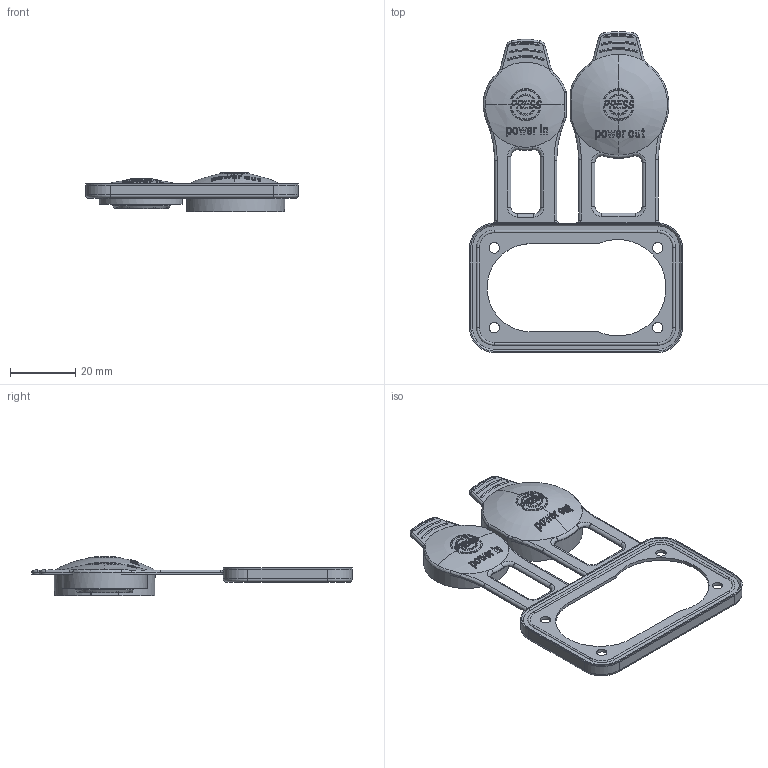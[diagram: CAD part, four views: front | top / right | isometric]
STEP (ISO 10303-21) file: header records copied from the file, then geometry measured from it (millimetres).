
FILE_DESCRIPTION((''),'2;1');
FILE_NAME('7_899_016RUBBER_2','2022-07-27T17:39:30',('lwb'),(''),'CREO PARAMETRIC BY PTC INC, 2018050','CREO PARAMETRIC BY PTC INC, 2018050','');
FILE_SCHEMA(('CONFIG_CONTROL_DESIGN'));
Length unit declared in the file: millimetre
Products named in the file (1): 7_899_016RUBBER_2
Bounding box: 65.14 x 98.12 x 12.2 mm (x, y, z)
Volume: 8290.4 mm3; surface area: 11706.2 mm2
Topology: 1 solids, 1 shells, 1131 faces, 2999 edges, 1895 vertices
Faces by surface type: plane 529, extrusion 141, torus 138, cylinder 126, cone 90, sphere 69, bspline 38
Entity records: 38637 total; most frequent: CARTESIAN_POINT 10143, DIRECTION 6240, ORIENTED_EDGE 5958, EDGE_CURVE 2979, AXIS2_PLACEMENT_3D 2588, VERTEX_POINT 1895, CIRCLE 1636, EDGE_LOOP 1190
